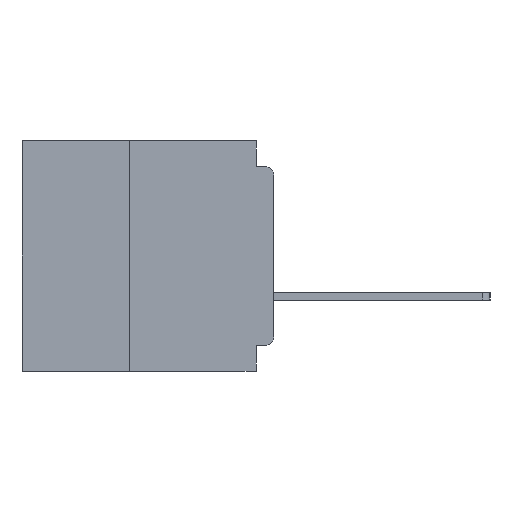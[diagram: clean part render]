
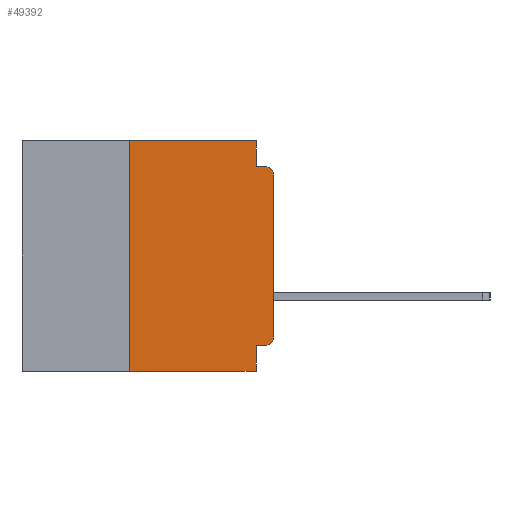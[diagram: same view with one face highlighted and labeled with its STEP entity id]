
A CAD part, left-side view. The second image highlights one B-rep face of the part: STEP entity #49392.
In plain terms, the highlighted planar face has unit normal (-1, 0, 0).
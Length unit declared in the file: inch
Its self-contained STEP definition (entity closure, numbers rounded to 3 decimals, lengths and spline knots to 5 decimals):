
#346 = EDGE_CURVE ( 'NONE', #63502, #58464, #1922, .T. ) ;
#821 = EDGE_CURVE ( 'NONE', #64558, #44201, #54947, .T. ) ;
#1154 = DIRECTION ( 'NONE',  ( 0., -1., 0. ) ) ;
#1922 = LINE ( 'NONE', #34285, #14352 ) ;
#2048 = VERTEX_POINT ( 'NONE', #34669 ) ;
#2212 = EDGE_LOOP ( 'NONE', ( #43363, #30901, #58993, #23474, #68122, #32670, #20134, #48345, #54981, #56619 ) ) ;
#3700 = VERTEX_POINT ( 'NONE', #53069 ) ;
#3730 = VERTEX_POINT ( 'NONE', #53297 ) ;
#3758 = CARTESIAN_POINT ( 'NONE',  ( 0., 0.437, -0.4 ) ) ;
#7057 = DIRECTION ( 'NONE',  ( 0., -1., 0. ) ) ;
#8523 = DIRECTION ( 'NONE',  ( 0., 0., -1. ) ) ;
#9124 = DIRECTION ( 'NONE',  ( -1., 0., 0. ) ) ;
#9390 = VECTOR ( 'NONE', #60333, 39.37008 ) ;
#13980 = AXIS2_PLACEMENT_3D ( 'NONE', #40956, #9124, #46262 ) ;
#14169 = VECTOR ( 'NONE', #30580, 39.37008 ) ;
#14352 = VECTOR ( 'NONE', #33063, 39.37008 ) ;
#14631 = CARTESIAN_POINT ( 'NONE',  ( 0., 0.031, 0. ) ) ;
#14666 = EDGE_CURVE ( 'NONE', #3730, #35360, #21645, .T. ) ;
#16661 = FACE_OUTER_BOUND ( 'NONE', #2212, .T. ) ;
#17968 = CARTESIAN_POINT ( 'NONE',  ( 0., 0.031, 0. ) ) ;
#17996 = CIRCLE ( 'NONE', #44348, 0.015 ) ;
#20134 = ORIENTED_EDGE ( 'NONE', *, *, #821, .T. ) ;
#20137 = EDGE_CURVE ( 'NONE', #2048, #30669, #39472, .T. ) ;
#21645 = LINE ( 'NONE', #38943, #49866 ) ;
#22014 = VECTOR ( 'NONE', #57679, 39.37008 ) ;
#23171 = VECTOR ( 'NONE', #26449, 39.37008 ) ;
#23474 = ORIENTED_EDGE ( 'NONE', *, *, #43565, .F. ) ;
#23580 = LINE ( 'NONE', #35503, #28601 ) ;
#24391 = CARTESIAN_POINT ( 'NONE',  ( 0., 0.015, -0.045 ) ) ;
#25037 = DIRECTION ( 'NONE',  ( 0., 0., 1. ) ) ;
#26057 = CARTESIAN_POINT ( 'NONE',  ( 0., 0., -0.045 ) ) ;
#26449 = DIRECTION ( 'NONE',  ( 0., 0., 1. ) ) ;
#28412 = LINE ( 'NONE', #67501, #14169 ) ;
#28601 = VECTOR ( 'NONE', #25037, 39.37008 ) ;
#30534 = CARTESIAN_POINT ( 'NONE',  ( 0., 0.015, -0.34 ) ) ;
#30580 = DIRECTION ( 'NONE',  ( 0., 0., -1. ) ) ;
#30669 = VERTEX_POINT ( 'NONE', #24391 ) ;
#30901 = ORIENTED_EDGE ( 'NONE', *, *, #20137, .T. ) ;
#32670 = ORIENTED_EDGE ( 'NONE', *, *, #37641, .F. ) ;
#33063 = DIRECTION ( 'NONE',  ( 0., 1., 0. ) ) ;
#34267 = CARTESIAN_POINT ( 'NONE',  ( 0., 0., -0.34 ) ) ;
#34285 = CARTESIAN_POINT ( 'NONE',  ( 0., 0., -0.355 ) ) ;
#34669 = CARTESIAN_POINT ( 'NONE',  ( 0., 0., -0.06 ) ) ;
#35066 = PLANE ( 'NONE',  #36310 ) ;
#35360 = VERTEX_POINT ( 'NONE', #14631 ) ;
#35503 = CARTESIAN_POINT ( 'NONE',  ( 0., 0.25, -0.4 ) ) ;
#35863 = CARTESIAN_POINT ( 'NONE',  ( 0., 0.031, -0.355 ) ) ;
#35892 = DIRECTION ( 'NONE',  ( 0., 0., -1. ) ) ;
#36310 = AXIS2_PLACEMENT_3D ( 'NONE', #50745, #40397, #8523 ) ;
#37380 = CARTESIAN_POINT ( 'NONE',  ( 0., 0., 0. ) ) ;
#37641 = EDGE_CURVE ( 'NONE', #64558, #3730, #23580, .T. ) ;
#38943 = CARTESIAN_POINT ( 'NONE',  ( 0., 0.437, 0. ) ) ;
#39472 = CIRCLE ( 'NONE', #13980, 0.015 ) ;
#39892 = VERTEX_POINT ( 'NONE', #34267 ) ;
#40397 = DIRECTION ( 'NONE',  ( 1., 0., 0. ) ) ;
#40956 = CARTESIAN_POINT ( 'NONE',  ( 0., 0.015, -0.06 ) ) ;
#43363 = ORIENTED_EDGE ( 'NONE', *, *, #59224, .T. ) ;
#43565 = EDGE_CURVE ( 'NONE', #35360, #3700, #66679, .T. ) ;
#44201 = VERTEX_POINT ( 'NONE', #55399 ) ;
#44348 = AXIS2_PLACEMENT_3D ( 'NONE', #30534, #67451, #35892 ) ;
#46262 = DIRECTION ( 'NONE',  ( 0., 0., -1. ) ) ;
#46499 = EDGE_CURVE ( 'NONE', #3700, #30669, #50216, .T. ) ;
#48345 = ORIENTED_EDGE ( 'NONE', *, *, #57837, .F. ) ;
#49392 = ADVANCED_FACE ( 'NONE', ( #16661 ), #35066, .F. ) ;
#49866 = VECTOR ( 'NONE', #7057, 39.37008 ) ;
#50216 = LINE ( 'NONE', #26057, #22014 ) ;
#50745 = CARTESIAN_POINT ( 'NONE',  ( 0., 0.437, 0. ) ) ;
#52665 = CARTESIAN_POINT ( 'NONE',  ( 0., 0.25, -0.4 ) ) ;
#53069 = CARTESIAN_POINT ( 'NONE',  ( 0., 0.031, -0.045 ) ) ;
#53297 = CARTESIAN_POINT ( 'NONE',  ( 0., 0.25, 0. ) ) ;
#54218 = CARTESIAN_POINT ( 'NONE',  ( 0., 0.015, -0.355 ) ) ;
#54947 = LINE ( 'NONE', #3758, #67307 ) ;
#54981 = ORIENTED_EDGE ( 'NONE', *, *, #346, .F. ) ;
#55399 = CARTESIAN_POINT ( 'NONE',  ( 0., 0.031, -0.4 ) ) ;
#56619 = ORIENTED_EDGE ( 'NONE', *, *, #64428, .T. ) ;
#57679 = DIRECTION ( 'NONE',  ( 0., -1., 0. ) ) ;
#57837 = EDGE_CURVE ( 'NONE', #58464, #44201, #28412, .T. ) ;
#58464 = VERTEX_POINT ( 'NONE', #35863 ) ;
#58993 = ORIENTED_EDGE ( 'NONE', *, *, #46499, .F. ) ;
#59224 = EDGE_CURVE ( 'NONE', #39892, #2048, #66972, .T. ) ;
#60333 = DIRECTION ( 'NONE',  ( 0., 0., -1. ) ) ;
#63502 = VERTEX_POINT ( 'NONE', #54218 ) ;
#64428 = EDGE_CURVE ( 'NONE', #63502, #39892, #17996, .T. ) ;
#64558 = VERTEX_POINT ( 'NONE', #52665 ) ;
#66679 = LINE ( 'NONE', #17968, #9390 ) ;
#66972 = LINE ( 'NONE', #37380, #23171 ) ;
#67307 = VECTOR ( 'NONE', #1154, 39.37008 ) ;
#67451 = DIRECTION ( 'NONE',  ( -1., 0., 0. ) ) ;
#67501 = CARTESIAN_POINT ( 'NONE',  ( 0., 0.031, -0.4 ) ) ;
#68122 = ORIENTED_EDGE ( 'NONE', *, *, #14666, .F. ) ;
